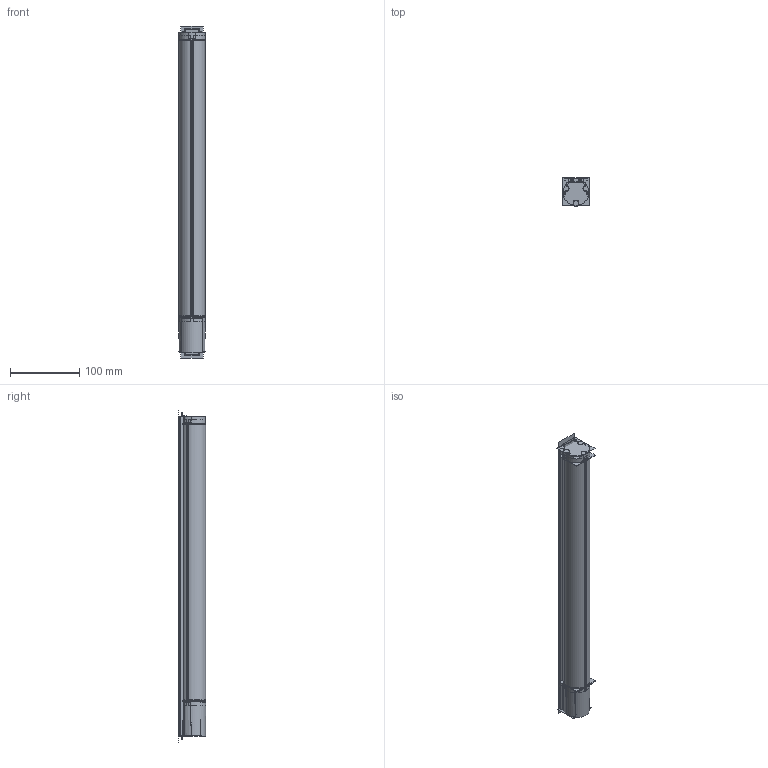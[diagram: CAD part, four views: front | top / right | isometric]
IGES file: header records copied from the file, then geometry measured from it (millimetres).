
Start section:  PTC IGES file: 240990_sm01.igs
Global section: file name: 240990_sm01.igs; native system: Creo Parametric by PTC Inc.; preprocessor: 2022414; author: banengservice; organization: Unknown; date: 20240529.084543; units: millimetre
Bounding box: 38.26 x 39.91 x 478.12 mm (x, y, z)
Volume: 503789.4 mm3; surface area: 535566 mm2
Topology: 1 solids, 1 shells, 3580 faces, 21390 edges, 27330 vertices
Faces by surface type: revolution 1914, bspline 1666
